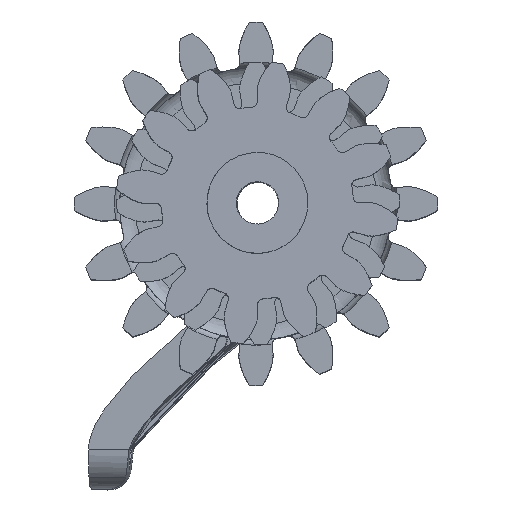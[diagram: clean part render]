
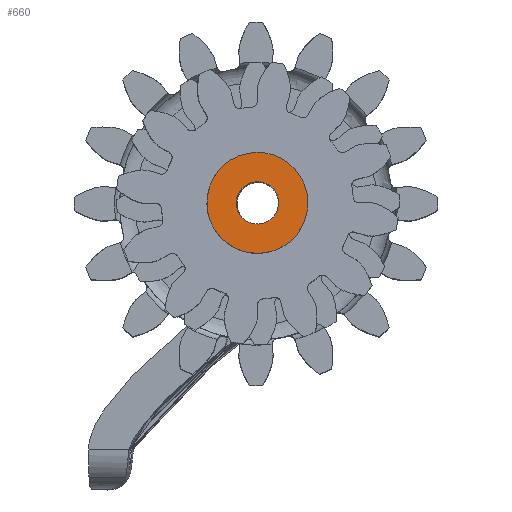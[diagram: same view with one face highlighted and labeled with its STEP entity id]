
A CAD part, top view. The second image highlights one B-rep face of the part: STEP entity #660.
In plain terms, the highlighted face is planar.
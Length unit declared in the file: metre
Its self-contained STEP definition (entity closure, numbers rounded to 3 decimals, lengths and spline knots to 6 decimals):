
#660=ADVANCED_FACE('0:447',(#1921,#1922),#1923,.F.);
#1921=FACE_OUTER_BOUND('',#12583,.T.);
#1922=FACE_BOUND('',#12584,.T.);
#1923=PLANE('',#12585);
#12583=EDGE_LOOP('',(#26108,#26109));
#12584=EDGE_LOOP('',(#26110,#26111));
#12585=AXIS2_PLACEMENT_3D('',#26112,#26113,#26114);
#26108=ORIENTED_EDGE('',*,*,#30607,.T.);
#26109=ORIENTED_EDGE('',*,*,#30509,.T.);
#26110=ORIENTED_EDGE('',*,*,#30503,.T.);
#26111=ORIENTED_EDGE('',*,*,#30609,.T.);
#26112=CARTESIAN_POINT('',(0.02325,0.001727,0.005072));
#26113=DIRECTION('',(0.966,0.,0.259));
#26114=DIRECTION('',(0.0,-1.0,0.));
#30503=EDGE_CURVE('0:1050',#33697,#33694,#33698,.T.);
#30509=EDGE_CURVE('0:1044',#33703,#33707,#33709,.T.);
#30607=EDGE_CURVE('0:1044',#33707,#33703,#33879,.T.);
#30609=EDGE_CURVE('0:1050',#33694,#33697,#33881,.T.);
#33694=VERTEX_POINT('',#40337);
#33697=VERTEX_POINT('',#40341);
#33698=CIRCLE('',#40342,0.00105);
#33703=VERTEX_POINT('',#40348);
#33707=VERTEX_POINT('',#40353);
#33709=CIRCLE('',#40356,0.0025);
#33879=CIRCLE('',#40802,0.0025);
#33881=CIRCLE('',#40804,0.00105);
#40337=CARTESIAN_POINT('',(0.02325,0.002777,0.005072));
#40341=CARTESIAN_POINT('',(0.02325,0.000677,0.005072));
#40342=AXIS2_PLACEMENT_3D('',#47425,#47426,#47427);
#40348=CARTESIAN_POINT('',(0.022603,0.001684,0.007487));
#40353=CARTESIAN_POINT('',(0.023897,0.001771,0.002658));
#40356=AXIS2_PLACEMENT_3D('',#47437,#47438,#47439);
#40802=AXIS2_PLACEMENT_3D('',#47611,#47612,#47613);
#40804=AXIS2_PLACEMENT_3D('',#47617,#47618,#47619);
#47425=CARTESIAN_POINT('',(0.02325,0.001727,0.005072));
#47426=DIRECTION('',(0.966,0.,0.259));
#47427=DIRECTION('',(0.,1.0,0.));
#47437=CARTESIAN_POINT('',(0.02325,0.001727,0.005072));
#47438=DIRECTION('',(-0.966,0.,-0.259));
#47439=DIRECTION('',(-0.259,-0.017,0.966));
#47611=CARTESIAN_POINT('',(0.02325,0.001727,0.005072));
#47612=DIRECTION('',(-0.966,0.,-0.259));
#47613=DIRECTION('',(-0.259,-0.017,0.966));
#47617=CARTESIAN_POINT('',(0.02325,0.001727,0.005072));
#47618=DIRECTION('',(0.966,0.,0.259));
#47619=DIRECTION('',(0.,1.0,0.));
